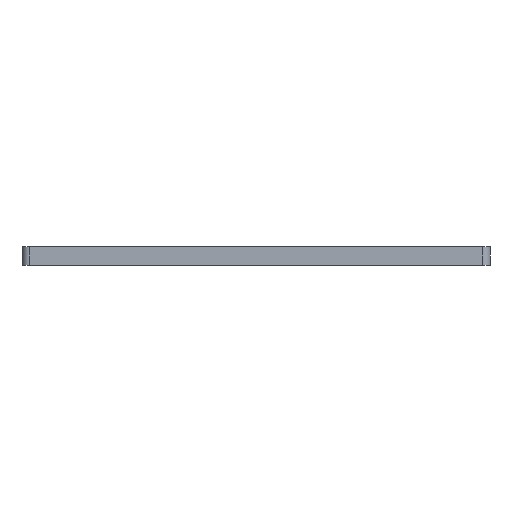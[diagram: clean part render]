
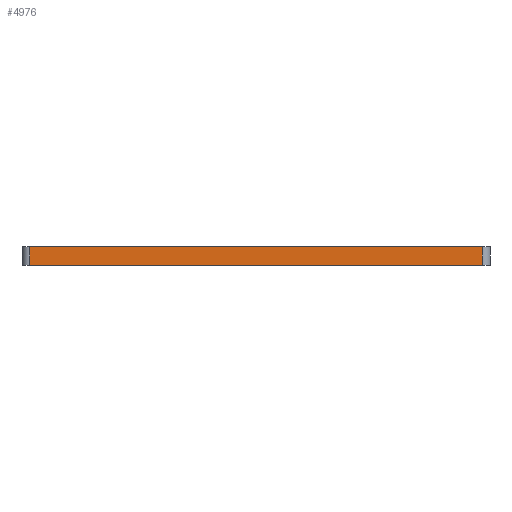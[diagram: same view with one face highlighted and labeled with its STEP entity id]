
A CAD part, front view. The second image highlights one B-rep face of the part: STEP entity #4976.
In plain terms, the highlighted planar face has unit normal (0, -1, 0).
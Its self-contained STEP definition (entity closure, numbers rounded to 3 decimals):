
#131=CARTESIAN_POINT('',(-8.175,-9.425,9.));
#132=VERTEX_POINT('',#131);
#140=CARTESIAN_POINT('',(65.175,-9.425,9.));
#141=VERTEX_POINT('',#140);
#142=CARTESIAN_POINT('',(65.175,-9.425,9.));
#143=DIRECTION('',(-1.,0.,0.));
#144=VECTOR('',#143,73.35);
#145=LINE('',#142,#144);
#146=EDGE_CURVE('',#141,#132,#145,.T.);
#1549=CARTESIAN_POINT('',(65.175,-9.425,6.));
#1550=VERTEX_POINT('',#1549);
#1558=CARTESIAN_POINT('',(-8.175,-9.425,6.));
#1559=VERTEX_POINT('',#1558);
#1560=CARTESIAN_POINT('',(65.175,-9.425,6.));
#1561=DIRECTION('',(-1.,0.,0.));
#1562=VECTOR('',#1561,73.35);
#1563=LINE('',#1560,#1562);
#1564=EDGE_CURVE('',#1550,#1559,#1563,.T.);
#4955=CARTESIAN_POINT('',(19.,-9.425,9.));
#4956=DIRECTION('',(0.,-1.,0.));
#4957=DIRECTION('',(0.,0.,-1.));
#4958=AXIS2_PLACEMENT_3D('',#4955,#4956,#4957);
#4959=PLANE('',#4958);
#4960=ORIENTED_EDGE('',*,*,#146,.T.);
#4961=CARTESIAN_POINT('',(-8.175,-9.425,9.));
#4962=DIRECTION('',(-0.,-0.,-1.));
#4963=VECTOR('',#4962,3.);
#4964=LINE('',#4961,#4963);
#4965=EDGE_CURVE('',#132,#1559,#4964,.T.);
#4966=ORIENTED_EDGE('',*,*,#4965,.T.);
#4967=ORIENTED_EDGE('',*,*,#1564,.F.);
#4968=CARTESIAN_POINT('',(65.175,-9.425,6.));
#4969=DIRECTION('',(0.,0.,1.));
#4970=VECTOR('',#4969,3.);
#4971=LINE('',#4968,#4970);
#4972=EDGE_CURVE('',#1550,#141,#4971,.T.);
#4973=ORIENTED_EDGE('',*,*,#4972,.T.);
#4974=EDGE_LOOP('',(#4960,#4966,#4967,#4973));
#4975=FACE_BOUND('',#4974,.T.);
#4976=ADVANCED_FACE('',(#4975),#4959,.T.);
